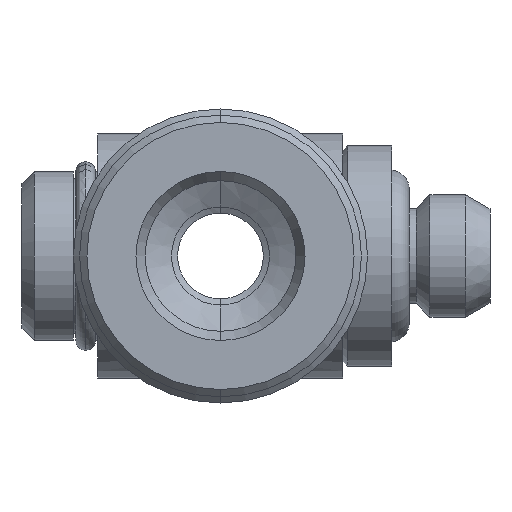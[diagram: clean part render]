
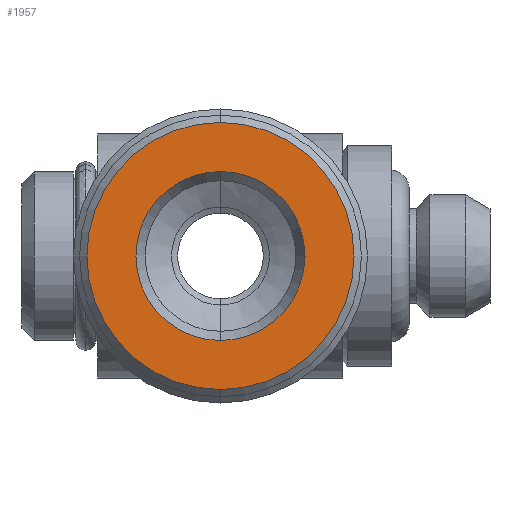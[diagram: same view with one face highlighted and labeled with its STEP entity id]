
A CAD part, left-side view. The second image highlights one B-rep face of the part: STEP entity #1957.
In plain terms, the highlighted planar face has unit normal (-1, 0, 0).
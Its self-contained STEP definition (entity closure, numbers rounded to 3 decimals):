
#1397 = CARTESIAN_POINT ( 'NONE',  ( -21.7, 11., 5.45 ) ) ;
#1426 = CARTESIAN_POINT ( 'NONE',  ( -21.7, 11., -5.45 ) ) ;
#1957 = ADVANCED_FACE ( 'NONE', ( #4260, #4259 ), #4142, .T. ) ;
#1958 = EDGE_LOOP ( 'NONE', ( #2015, #2077 ) ) ;
#2006 = EDGE_CURVE ( 'NONE', #2113, #2109, #4160, .T. ) ;
#2015 = ORIENTED_EDGE ( 'NONE', *, *, #2253, .T. ) ;
#2026 = ORIENTED_EDGE ( 'NONE', *, *, #2193, .F. ) ;
#2027 = ORIENTED_EDGE ( 'NONE', *, *, #2006, .F. ) ;
#2038 = EDGE_LOOP ( 'NONE', ( #2026, #2027 ) ) ;
#2041 = EDGE_CURVE ( 'NONE', #2235, #2251, #4151, .T. ) ;
#2077 = ORIENTED_EDGE ( 'NONE', *, *, #2041, .T. ) ;
#2109 = VERTEX_POINT ( 'NONE', #1397 ) ;
#2113 = VERTEX_POINT ( 'NONE', #1426 ) ;
#2193 = EDGE_CURVE ( 'NONE', #2109, #2113, #5069, .T. ) ;
#2235 = VERTEX_POINT ( 'NONE', #4385 ) ;
#2251 = VERTEX_POINT ( 'NONE', #4387 ) ;
#2253 = EDGE_CURVE ( 'NONE', #2251, #2235, #4401, .T. ) ;
#4142 = PLANE ( 'NONE',  #4201 ) ;
#4147 = DIRECTION ( 'NONE',  ( 0., 0., 1. ) ) ;
#4148 = DIRECTION ( 'NONE',  ( 1., 0., 0. ) ) ;
#4149 = CARTESIAN_POINT ( 'NONE',  ( -21.7, 11., 0. ) ) ;
#4150 = AXIS2_PLACEMENT_3D ( 'NONE', #4149, #4148, #4147 ) ;
#4151 = CIRCLE ( 'NONE', #4150, 3.45 ) ;
#4159 = CARTESIAN_POINT ( 'NONE',  ( -21.7, 11., 0. ) ) ;
#4160 = CIRCLE ( 'NONE', #4295, 5.45 ) ;
#4198 = DIRECTION ( 'NONE',  ( 0., 0., -1. ) ) ;
#4199 = DIRECTION ( 'NONE',  ( -1., 0., 0. ) ) ;
#4200 = CARTESIAN_POINT ( 'NONE',  ( -21.7, 5.55, 0. ) ) ;
#4201 = AXIS2_PLACEMENT_3D ( 'NONE', #4200, #4199, #4198 ) ;
#4259 = FACE_OUTER_BOUND ( 'NONE', #2038, .T. ) ;
#4260 = FACE_BOUND ( 'NONE', #1958, .T. ) ;
#4293 = DIRECTION ( 'NONE',  ( 0., 0., 1. ) ) ;
#4294 = DIRECTION ( 'NONE',  ( 1., 0., 0. ) ) ;
#4295 = AXIS2_PLACEMENT_3D ( 'NONE', #4159, #4294, #4293 ) ;
#4385 = CARTESIAN_POINT ( 'NONE',  ( -21.7, 11., 3.45 ) ) ;
#4387 = CARTESIAN_POINT ( 'NONE',  ( -21.7, 11., -3.45 ) ) ;
#4401 = CIRCLE ( 'NONE', #4423, 3.45 ) ;
#4420 = DIRECTION ( 'NONE',  ( 0., 0., 1. ) ) ;
#4421 = DIRECTION ( 'NONE',  ( 1., 0., 0. ) ) ;
#4422 = CARTESIAN_POINT ( 'NONE',  ( -21.7, 11., 0. ) ) ;
#4423 = AXIS2_PLACEMENT_3D ( 'NONE', #4422, #4421, #4420 ) ;
#5066 = DIRECTION ( 'NONE',  ( 0., 0., 1. ) ) ;
#5067 = DIRECTION ( 'NONE',  ( 1., 0., 0. ) ) ;
#5068 = AXIS2_PLACEMENT_3D ( 'NONE', #5116, #5067, #5066 ) ;
#5069 = CIRCLE ( 'NONE', #5068, 5.45 ) ;
#5116 = CARTESIAN_POINT ( 'NONE',  ( -21.7, 11., 0. ) ) ;
